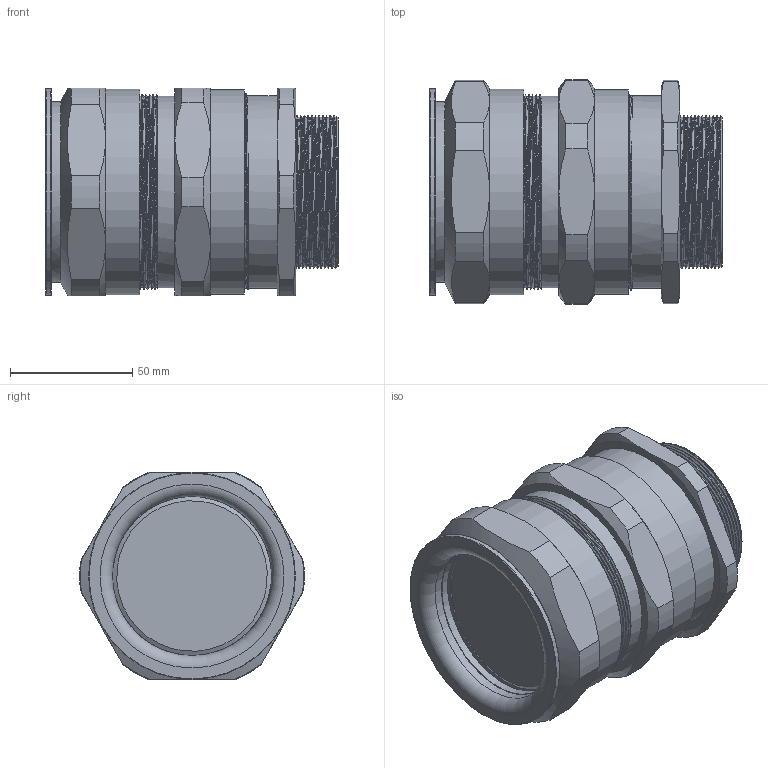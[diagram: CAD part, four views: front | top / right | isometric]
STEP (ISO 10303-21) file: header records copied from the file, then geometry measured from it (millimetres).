
FILE_DESCRIPTION(/* description */ ('ADE-4F M63x1,5'),/* implementation_level */ '2;1');
FILE_NAME(/* name */ '00847204V1-RST.stp',/* time_stamp */ '2020-03-17T08:32:47+01:00',/* author */ ('sl'),/* organization */ (''),/* preprocessor_version */ 'ST-DEVELOPER v16.5',/* originating_system */ 'Autodesk Inventor 2017',/* authorisation */ '');
FILE_SCHEMA (('AUTOMOTIVE_DESIGN { 1 0 10303 214 3 1 1 }'));
Length unit declared in the file: millimetre
Products named in the file (9): 00847204V1; 00847204V1_1; 00847204V1_2; 00847204V1_3; 00847204V1_4; 00847204V1_5; 00847204V1_6; 00847204V1_7; ADE-4F-07-BT-0003-00847204V1
Assembly tree (8 placements, depth 2):
  00847204V1
    00847204V1_1
    00847204V1_2
    00847204V1_3
    00847204V1_4
    00847204V1_5
    00847204V1_6
    00847204V1_7
    ADE-4F-07-BT-0003-00847204V1
Bounding box: 119.46 x 91.86 x 85 mm (x, y, z)
Volume: 234324.5 mm3; surface area: 159528.6 mm2
Topology: 10 solids, 10 shells, 256 faces, 567 edges, 357 vertices
Faces by surface type: cylinder 110, plane 69, cone 47, torus 20, bspline 10
Full cylindrical faces by diameter (mm): 55.82 x1, 55.93 x1, 56 x1, 56.555 x1, 56.6 x1, 60.1 x1, 60.2 x1, 60.78 x1, 61.34 x1, 62.7 x1, 64.92 x1, 64.94 x1, 65.2 x1, 65.22 x1, 65.55 x2, 65.8 x1, 66 x1, 66.78 x1, 69.65 x1, 69.96 x1, 70 x1, 71.59 x1, 73.24 x1, 73.5 x1, 73.65 x1, 73.93 x1, 73.98 x1, 74 x1, 77.34 x1, 77.56 x1
Entity records: 15980 total; most frequent: CARTESIAN_POINT 11744, DIRECTION 874, ORIENTED_EDGE 694, AXIS2_PLACEMENT_3D 419, EDGE_CURVE 345, EDGE_LOOP 330, VERTEX_POINT 257, FACE_OUTER_BOUND 211
